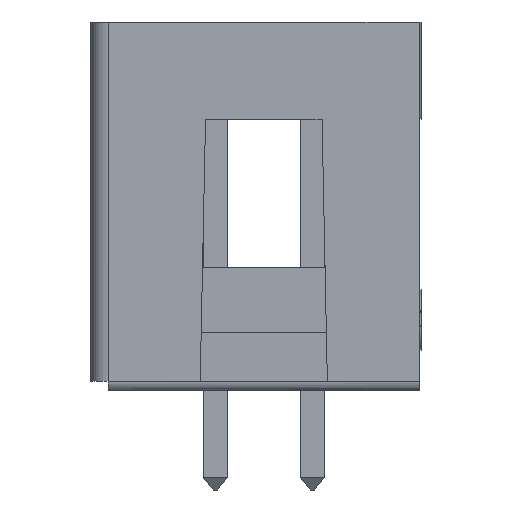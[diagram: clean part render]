
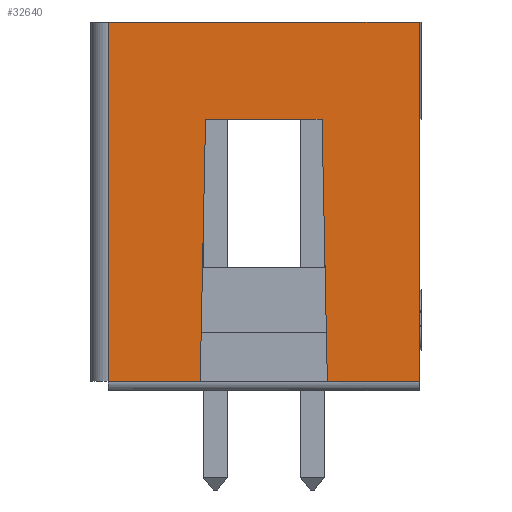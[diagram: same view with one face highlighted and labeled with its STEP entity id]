
A CAD part, left-side view. The second image highlights one B-rep face of the part: STEP entity #32640.
In plain terms, the highlighted planar face has unit normal (-1, 0, 0).
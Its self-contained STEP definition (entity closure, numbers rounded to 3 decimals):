
#29950=CARTESIAN_POINT('',(-41.758,-1.524,7.112));
#29951=VERTEX_POINT('',#29950);
#29961=CARTESIAN_POINT('',(-41.758,1.524,7.112));
#29962=VERTEX_POINT('',#29961);
#29963=CARTESIAN_POINT('',(-41.758,1.524,7.112));
#29964=CARTESIAN_POINT('',(-41.758,0.508,7.112));
#29965=CARTESIAN_POINT('',(-41.758,-0.508,7.112));
#29966=CARTESIAN_POINT('',(-41.758,-1.524,7.112));
#29967=QUASI_UNIFORM_CURVE('',3,(#29963,#29964,#29965,#29966),.UNSPECIFIED.,.F.,.U.);
#29968=EDGE_CURVE('',#29962,#29951,#29967,.T.);
#30476=CARTESIAN_POINT('',(-41.758,4.064,9.652));
#30477=VERTEX_POINT('',#30476);
#30478=CARTESIAN_POINT('',(-41.758,4.064,0.254));
#30479=VERTEX_POINT('',#30478);
#30480=CARTESIAN_POINT('',(-41.758,4.064,9.652));
#30481=CARTESIAN_POINT('',(-41.758,4.064,6.519));
#30482=CARTESIAN_POINT('',(-41.758,4.064,3.387));
#30483=CARTESIAN_POINT('',(-41.758,4.064,0.254));
#30484=QUASI_UNIFORM_CURVE('',3,(#30480,#30481,#30482,#30483),.UNSPECIFIED.,.F.,.U.);
#30485=EDGE_CURVE('',#30477,#30479,#30484,.T.);
#31035=CARTESIAN_POINT('',(-41.758,-1.664,0.254));
#31036=VERTEX_POINT('',#31035);
#31044=CARTESIAN_POINT('',(-41.758,-1.524,7.112));
#31045=CARTESIAN_POINT('',(-41.758,-1.571,4.826));
#31046=CARTESIAN_POINT('',(-41.758,-1.617,2.54));
#31047=CARTESIAN_POINT('',(-41.758,-1.664,0.254));
#31048=QUASI_UNIFORM_CURVE('',3,(#31044,#31045,#31046,#31047),.UNSPECIFIED.,.F.,.U.);
#31049=EDGE_CURVE('',#29951,#31036,#31048,.T.);
#31112=CARTESIAN_POINT('',(-41.758,1.664,0.254));
#31113=VERTEX_POINT('',#31112);
#31114=CARTESIAN_POINT('',(-41.758,1.664,0.254));
#31115=CARTESIAN_POINT('',(-41.758,1.617,2.54));
#31116=CARTESIAN_POINT('',(-41.758,1.571,4.826));
#31117=CARTESIAN_POINT('',(-41.758,1.524,7.112));
#31118=QUASI_UNIFORM_CURVE('',3,(#31114,#31115,#31116,#31117),.UNSPECIFIED.,.F.,.U.);
#31119=EDGE_CURVE('',#31113,#29962,#31118,.T.);
#32468=CARTESIAN_POINT('',(-41.758,-4.064,0.254));
#32469=VERTEX_POINT('',#32468);
#32477=CARTESIAN_POINT('',(-41.758,-1.664,0.254));
#32478=CARTESIAN_POINT('',(-41.758,-2.464,0.254));
#32479=CARTESIAN_POINT('',(-41.758,-3.264,0.254));
#32480=CARTESIAN_POINT('',(-41.758,-4.064,0.254));
#32481=QUASI_UNIFORM_CURVE('',3,(#32477,#32478,#32479,#32480),.UNSPECIFIED.,.F.,.U.);
#32482=EDGE_CURVE('',#31036,#32469,#32481,.T.);
#32487=CARTESIAN_POINT('',(-41.758,4.064,0.254));
#32488=CARTESIAN_POINT('',(-41.758,3.264,0.254));
#32489=CARTESIAN_POINT('',(-41.758,2.464,0.254));
#32490=CARTESIAN_POINT('',(-41.758,1.664,0.254));
#32491=QUASI_UNIFORM_CURVE('',3,(#32487,#32488,#32489,#32490),.UNSPECIFIED.,.F.,.U.);
#32492=EDGE_CURVE('',#30479,#31113,#32491,.T.);
#32611=CARTESIAN_POINT('',(-41.758,4.47,10.122));
#32612=DIRECTION('',(-1.0,0.0,0.0));
#32613=DIRECTION('',(0.0,0.0,-1.0));
#32614=AXIS2_PLACEMENT_3D('',#32611,#32612,#32613);
#32615=PLANE('',#32614);
#32616=ORIENTED_EDGE('',*,*,#30485,.T.);
#32617=ORIENTED_EDGE('',*,*,#32492,.T.);
#32618=ORIENTED_EDGE('',*,*,#31119,.T.);
#32619=ORIENTED_EDGE('',*,*,#29968,.T.);
#32620=ORIENTED_EDGE('',*,*,#31049,.T.);
#32621=ORIENTED_EDGE('',*,*,#32482,.T.);
#32622=CARTESIAN_POINT('',(-41.758,-4.064,9.652));
#32623=VERTEX_POINT('',#32622);
#32624=CARTESIAN_POINT('',(-41.758,-4.064,9.652));
#32625=CARTESIAN_POINT('',(-41.758,-4.064,6.519));
#32626=CARTESIAN_POINT('',(-41.758,-4.064,3.387));
#32627=CARTESIAN_POINT('',(-41.758,-4.064,0.254));
#32628=QUASI_UNIFORM_CURVE('',3,(#32624,#32625,#32626,#32627),.UNSPECIFIED.,.F.,.U.);
#32629=EDGE_CURVE('',#32623,#32469,#32628,.T.);
#32630=ORIENTED_EDGE('',*,*,#32629,.F.);
#32631=CARTESIAN_POINT('',(-41.758,4.064,9.652));
#32632=CARTESIAN_POINT('',(-41.758,1.355,9.652));
#32633=CARTESIAN_POINT('',(-41.758,-1.355,9.652));
#32634=CARTESIAN_POINT('',(-41.758,-4.064,9.652));
#32635=QUASI_UNIFORM_CURVE('',3,(#32631,#32632,#32633,#32634),.UNSPECIFIED.,.F.,.U.);
#32636=EDGE_CURVE('',#30477,#32623,#32635,.T.);
#32637=ORIENTED_EDGE('',*,*,#32636,.F.);
#32638=EDGE_LOOP('',(#32616,#32617,#32618,#32619,#32620,#32621,#32630,#32637));
#32639=FACE_OUTER_BOUND('',#32638,.T.);
#32640=ADVANCED_FACE('',(#32639),#32615,.T.);
